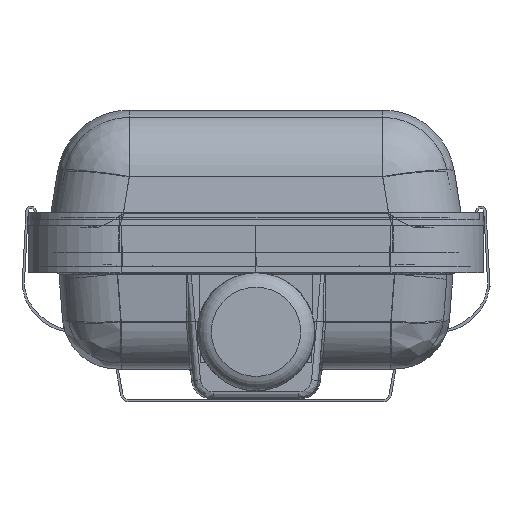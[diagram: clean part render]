
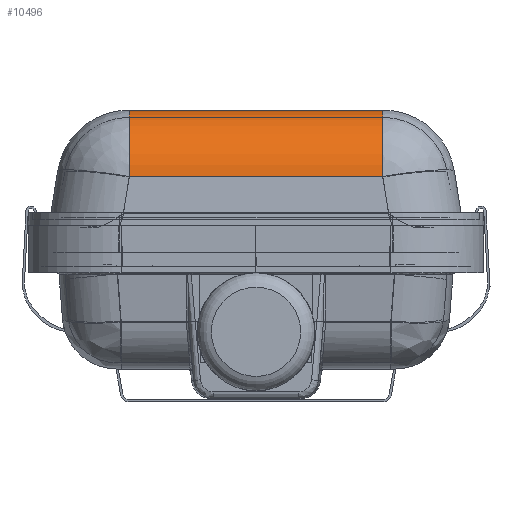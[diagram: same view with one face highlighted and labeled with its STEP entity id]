
A CAD part, front view. The second image highlights one B-rep face of the part: STEP entity #10496.
In plain terms, the highlighted cylindrical face has radius 16 mm (diameter 32 mm), a partial arc.
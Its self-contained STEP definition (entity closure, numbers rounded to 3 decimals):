
#8 = CIRCLE ( 'NONE', #25883, 16. ) ;
#409 = DIRECTION ( 'NONE',  ( 0., 1., 0. ) ) ;
#610 = CARTESIAN_POINT ( 'NONE',  ( -27.922, 759.804, -48.274 ) ) ;
#867 = CARTESIAN_POINT ( 'NONE',  ( -27.922, 775.743, -49.669 ) ) ;
#2056 = ORIENTED_EDGE ( 'NONE', *, *, #14554, .F. ) ;
#2618 = DIRECTION ( 'NONE',  ( 1., 0., 0. ) ) ;
#3176 = AXIS2_PLACEMENT_3D ( 'NONE', #33152, #17665, #32786 ) ;
#4088 = CARTESIAN_POINT ( 'NONE',  ( -27.922, 760.563, -64.256 ) ) ;
#4632 = CYLINDRICAL_SURFACE ( 'NONE', #3176, 16. ) ;
#5531 = VERTEX_POINT ( 'NONE', #31318 ) ;
#9296 = ORIENTED_EDGE ( 'NONE', *, *, #36810, .F. ) ;
#10496 = ADVANCED_FACE ( 'NONE', ( #22657 ), #4632, .T. ) ;
#11244 = EDGE_CURVE ( 'NONE', #12418, #5531, #8, .T. ) ;
#12418 = VERTEX_POINT ( 'NONE', #28549 ) ;
#12875 = ORIENTED_EDGE ( 'NONE', *, *, #35356, .T. ) ;
#14554 = EDGE_CURVE ( 'NONE', #30902, #30996, #25535, .T. ) ;
#17255 = EDGE_LOOP ( 'NONE', ( #2056, #12875, #24512, #9296 ) ) ;
#17665 = DIRECTION ( 'NONE',  ( 1., 0., 0. ) ) ;
#17991 = DIRECTION ( 'NONE',  ( -1., 0., 0. ) ) ;
#18610 = VECTOR ( 'NONE', #2618, 1000. ) ;
#20014 = DIRECTION ( 'NONE',  ( 0., 1., 0. ) ) ;
#20036 = CARTESIAN_POINT ( 'NONE',  ( 180.75, 760.563, -64.256 ) ) ;
#22657 = FACE_OUTER_BOUND ( 'NONE', #17255, .T. ) ;
#23692 = AXIS2_PLACEMENT_3D ( 'NONE', #610, #17991, #409 ) ;
#24512 = ORIENTED_EDGE ( 'NONE', *, *, #11244, .T. ) ;
#25535 = CIRCLE ( 'NONE', #23692, 16. ) ;
#25883 = AXIS2_PLACEMENT_3D ( 'NONE', #37497, #37698, #20014 ) ;
#28549 = CARTESIAN_POINT ( 'NONE',  ( 27.922, 775.743, -49.669 ) ) ;
#28926 = DIRECTION ( 'NONE',  ( 1., 0., 0. ) ) ;
#30013 = LINE ( 'NONE', #35873, #18610 ) ;
#30902 = VERTEX_POINT ( 'NONE', #867 ) ;
#30996 = VERTEX_POINT ( 'NONE', #4088 ) ;
#31318 = CARTESIAN_POINT ( 'NONE',  ( 27.922, 760.563, -64.256 ) ) ;
#31428 = LINE ( 'NONE', #20036, #36829 ) ;
#32786 = DIRECTION ( 'NONE',  ( 0., 1., 0. ) ) ;
#33152 = CARTESIAN_POINT ( 'NONE',  ( 180.75, 759.804, -48.274 ) ) ;
#35356 = EDGE_CURVE ( 'NONE', #30902, #12418, #30013, .T. ) ;
#35873 = CARTESIAN_POINT ( 'NONE',  ( 180.75, 775.743, -49.669 ) ) ;
#36810 = EDGE_CURVE ( 'NONE', #30996, #5531, #31428, .T. ) ;
#36829 = VECTOR ( 'NONE', #28926, 1000. ) ;
#37497 = CARTESIAN_POINT ( 'NONE',  ( 27.922, 759.804, -48.274 ) ) ;
#37698 = DIRECTION ( 'NONE',  ( -1., 0., 0. ) ) ;
